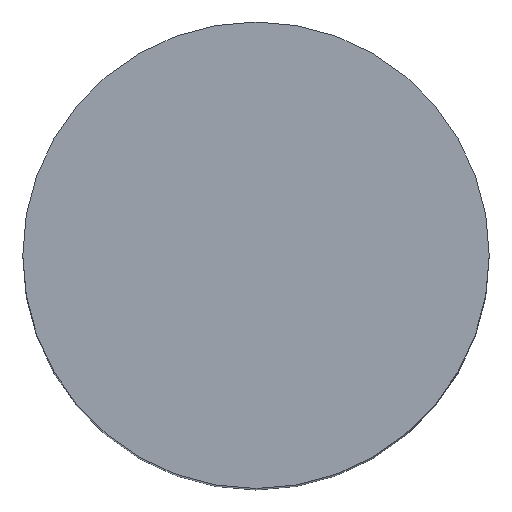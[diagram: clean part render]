
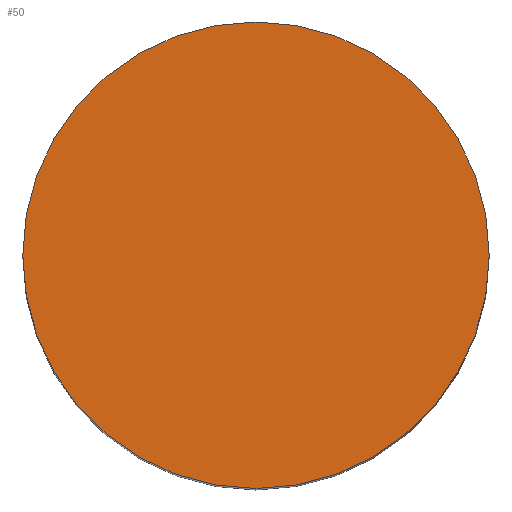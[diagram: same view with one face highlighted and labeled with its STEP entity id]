
A CAD part, top view. The second image highlights one B-rep face of the part: STEP entity #50.
In plain terms, the highlighted planar face has unit normal (0, 0, 1).
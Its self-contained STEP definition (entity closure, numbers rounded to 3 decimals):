
#15=PLANE('',#77);
#18=FACE_OUTER_BOUND('',#21,.T.);
#21=EDGE_LOOP('',(#44,#45));
#25=CIRCLE('',#73,5.5);
#26=CIRCLE('',#74,5.5);
#29=VERTEX_POINT('',#98);
#30=VERTEX_POINT('',#99);
#33=EDGE_CURVE('',#29,#30,#25,.T.);
#34=EDGE_CURVE('',#30,#29,#26,.T.);
#44=ORIENTED_EDGE('',*,*,#33,.T.);
#45=ORIENTED_EDGE('',*,*,#34,.T.);
#50=ADVANCED_FACE('',(#18),#15,.T.);
#73=AXIS2_PLACEMENT_3D('',#100,#83,#84);
#74=AXIS2_PLACEMENT_3D('',#101,#85,#86);
#77=AXIS2_PLACEMENT_3D('',#107,#92,#93);
#83=DIRECTION('center_axis',(0.,0.,1.));
#84=DIRECTION('ref_axis',(1.,0.,0.));
#85=DIRECTION('center_axis',(0.,0.,1.));
#86=DIRECTION('ref_axis',(1.,0.,0.));
#92=DIRECTION('center_axis',(0.,0.,1.));
#93=DIRECTION('ref_axis',(1.,0.,0.));
#98=CARTESIAN_POINT('',(5.5,0.,20.));
#99=CARTESIAN_POINT('',(-5.5,0.,20.));
#100=CARTESIAN_POINT('Origin',(0.,0.,20.));
#101=CARTESIAN_POINT('Origin',(0.,0.,20.));
#107=CARTESIAN_POINT('Origin',(0.,0.,20.));
